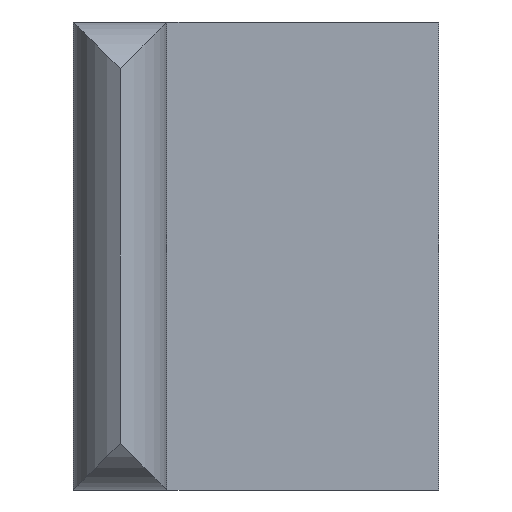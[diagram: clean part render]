
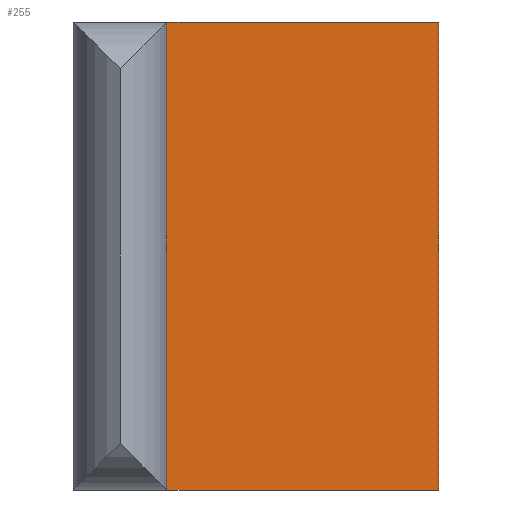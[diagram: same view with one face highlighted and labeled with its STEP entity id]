
A CAD part, left-side view. The second image highlights one B-rep face of the part: STEP entity #255.
In plain terms, the highlighted planar face has unit normal (-1, 0, 0).
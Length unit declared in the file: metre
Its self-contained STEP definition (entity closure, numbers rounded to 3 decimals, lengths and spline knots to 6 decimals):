
#17=PLANE('',#292);
#33=LINE('',#418,#59);
#43=LINE('',#436,#69);
#44=LINE('',#438,#70);
#45=LINE('',#439,#71);
#59=VECTOR('',#344,1.);
#69=VECTOR('',#362,1.);
#70=VECTOR('',#365,1.);
#71=VECTOR('',#366,1.);
#120=ORIENTED_EDGE('',*,*,#172,.F.);
#121=ORIENTED_EDGE('',*,*,#161,.F.);
#122=ORIENTED_EDGE('',*,*,#173,.T.);
#123=ORIENTED_EDGE('',*,*,#171,.T.);
#161=EDGE_CURVE('',#189,#187,#33,.T.);
#171=EDGE_CURVE('',#192,#193,#43,.T.);
#172=EDGE_CURVE('',#187,#193,#44,.T.);
#173=EDGE_CURVE('',#189,#192,#45,.T.);
#187=VERTEX_POINT('',#413);
#189=VERTEX_POINT('',#417);
#192=VERTEX_POINT('',#433);
#193=VERTEX_POINT('',#435);
#215=EDGE_LOOP('',(#120,#121,#122,#123));
#231=FACE_BOUND('',#215,.T.);
#255=ADVANCED_FACE('',(#231),#17,.T.);
#292=AXIS2_PLACEMENT_3D('',#437,#363,#364);
#344=DIRECTION('',(0.,0.,-1.));
#362=DIRECTION('',(0.,0.,-1.));
#363=DIRECTION('',(-1.,0.,0.));
#364=DIRECTION('',(0.,0.,1.));
#365=DIRECTION('',(0.,1.,0.));
#366=DIRECTION('',(0.,1.,0.));
#413=CARTESIAN_POINT('',(-0.0075,-0.008143,0.));
#417=CARTESIAN_POINT('',(-0.0075,-0.008143,0.01));
#418=CARTESIAN_POINT('',(-0.0075,-0.008143,0.01));
#433=CARTESIAN_POINT('',(-0.0075,-0.002338,0.01));
#435=CARTESIAN_POINT('',(-0.0075,-0.002338,0.));
#436=CARTESIAN_POINT('',(-0.0075,-0.002338,0.01));
#437=CARTESIAN_POINT('',(-0.0075,-0.005241,0.01));
#438=CARTESIAN_POINT('',(-0.0075,-0.005241,0.));
#439=CARTESIAN_POINT('',(-0.0075,-0.005241,0.01));
